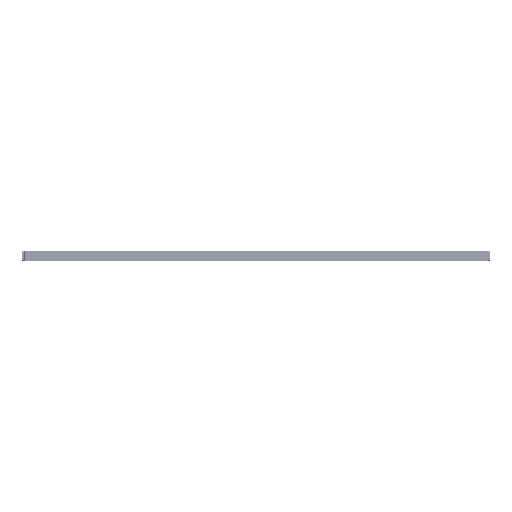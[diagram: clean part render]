
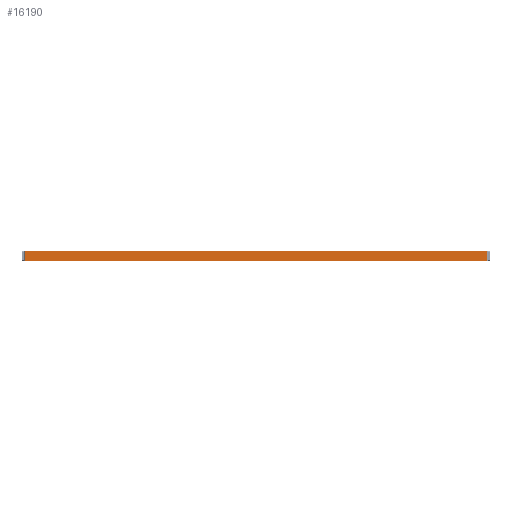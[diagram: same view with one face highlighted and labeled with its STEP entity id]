
A CAD part, front view. The second image highlights one B-rep face of the part: STEP entity #16190.
In plain terms, the highlighted planar face has unit normal (0, -1, 0).
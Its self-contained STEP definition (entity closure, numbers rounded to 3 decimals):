
#12335=FACE_OUTER_BOUND('',#33261,.T.);
#16190=ADVANCED_FACE('',(#12335),#21422,.T.);
#21422=PLANE('',#99797);
#33261=EDGE_LOOP('',(#40631,#40632,#40633,#40634));
#40631=ORIENTED_EDGE('',*,*,#74991,.T.);
#40632=ORIENTED_EDGE('',*,*,#74992,.T.);
#40633=ORIENTED_EDGE('',*,*,#74993,.T.);
#40634=ORIENTED_EDGE('',*,*,#74994,.T.);
#66143=VERTEX_POINT('',#137815);
#66144=VERTEX_POINT('',#137816);
#66145=VERTEX_POINT('',#137818);
#66146=VERTEX_POINT('',#137820);
#74991=EDGE_CURVE('',#66143,#66144,#87645,.T.);
#74992=EDGE_CURVE('',#66144,#66145,#87646,.T.);
#74993=EDGE_CURVE('',#66145,#66146,#87647,.T.);
#74994=EDGE_CURVE('',#66146,#66143,#87648,.T.);
#87645=LINE('',#137814,#93793);
#87646=LINE('',#137817,#93794);
#87647=LINE('',#137819,#93795);
#87648=LINE('',#137821,#93796);
#93793=VECTOR('',#110374,1.);
#93794=VECTOR('',#110375,1.);
#93795=VECTOR('',#110376,1.);
#93796=VECTOR('',#110377,1.);
#99797=AXIS2_PLACEMENT_3D('',#137822,#110378,#110379);
#110374=DIRECTION('',(0.,0.,1.));
#110375=DIRECTION('',(-1.,0.,0.));
#110376=DIRECTION('',(0.,0.,-1.));
#110377=DIRECTION('',(1.,0.,0.));
#110378=DIRECTION('',(0.,-1.,0.));
#110379=DIRECTION('',(0.,0.,-1.));
#137814=CARTESIAN_POINT('',(479.5,0.,11.));
#137815=CARTESIAN_POINT('',(479.5,0.,0.5));
#137816=CARTESIAN_POINT('',(479.5,0.,10.5));
#137817=CARTESIAN_POINT('',(240.,0.,10.5));
#137818=CARTESIAN_POINT('',(0.5,0.,10.5));
#137819=CARTESIAN_POINT('',(0.5,0.,11.));
#137820=CARTESIAN_POINT('',(0.5,0.,0.5));
#137821=CARTESIAN_POINT('',(240.,0.,0.5));
#137822=CARTESIAN_POINT('',(240.,0.,11.));
